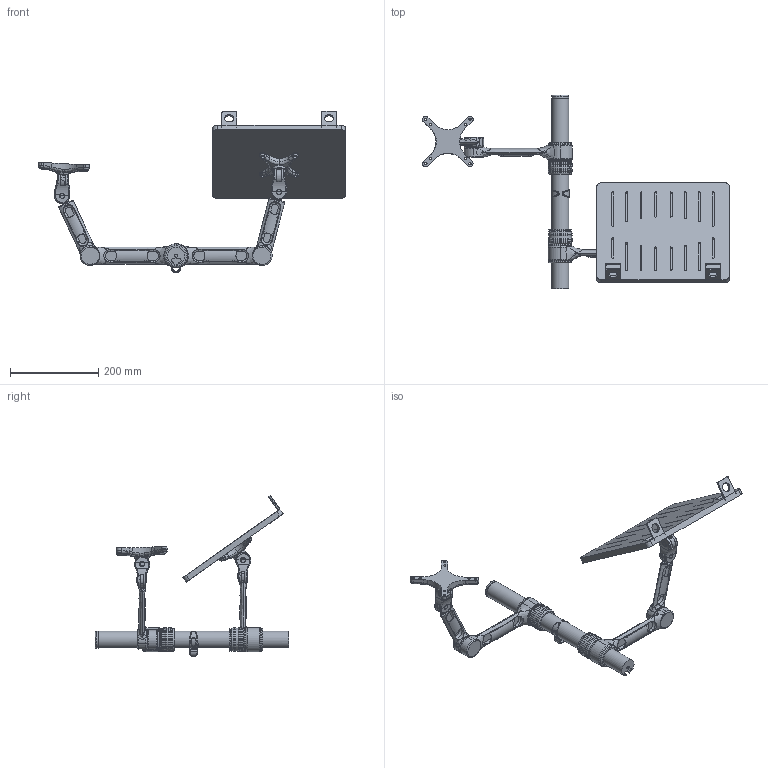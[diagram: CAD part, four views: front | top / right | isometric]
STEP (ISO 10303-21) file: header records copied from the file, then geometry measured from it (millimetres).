
FILE_DESCRIPTION (( 'STEP AP214' ), '1' );
FILE_NAME ('AF-AT-NBC SIMPLIFIED.STEP', '2019-07-16T12:42:36', ( '' ), ( '' ), 'SwSTEP 2.0', 'SolidWorks 2015', '' );
FILE_SCHEMA (( 'AUTOMOTIVE_DESIGN' ));
Length unit declared in the file: inch
Products named in the file (10): SECONDARY ARM 150 SIMPLIFIED; ROUND POST 430 SIMPLIFIED; AF-AT-NBC SIMPLIFIED; FQRP-1 SIMPLIFIED; VP-0015; SVF_PVF SIMPLIFIED; PRIMARY ARM 195 SIMPLIFIED; FQRP-2 SIMPLIFIED_Default<As Machined>; YOKE 35 SIMPLIFIED_Default<As Machined>; VP0065 SIMPLIFIED
Assembly tree (13 placements, depth 2):
  AF-AT-NBC SIMPLIFIED
    ROUND POST 430 SIMPLIFIED
    PRIMARY ARM 195 SIMPLIFIED  x2
    SECONDARY ARM 150 SIMPLIFIED  x2
    SVF_PVF SIMPLIFIED  x2
    VP-0015
    FQRP-1 SIMPLIFIED
    VP0065 SIMPLIFIED
    FQRP-2 SIMPLIFIED_Default<As Machined>
    YOKE 35 SIMPLIFIED_Default<As Machined>  x2
Bounding box: 694.13 x 438.61 x 364.32 mm (x, y, z)
Volume: 2104307.9 mm3; surface area: 490064.2 mm2
Topology: 23 solids, 24 shells, 1283 faces, 3226 edges, 2018 vertices
Faces by surface type: cylinder 447, plane 333, bspline 290, torus 172, cone 41
Entity records: 55484 total; most frequent: CARTESIAN_POINT 24431, ORIENTED_EDGE 4932, DIRECTION 4186, EDGE_CURVE 2466, AXIS2_PLACEMENT_3D 1693, VERTEX_POINT 1558, EDGE_LOOP 1038, FACE_OUTER_BOUND 969
